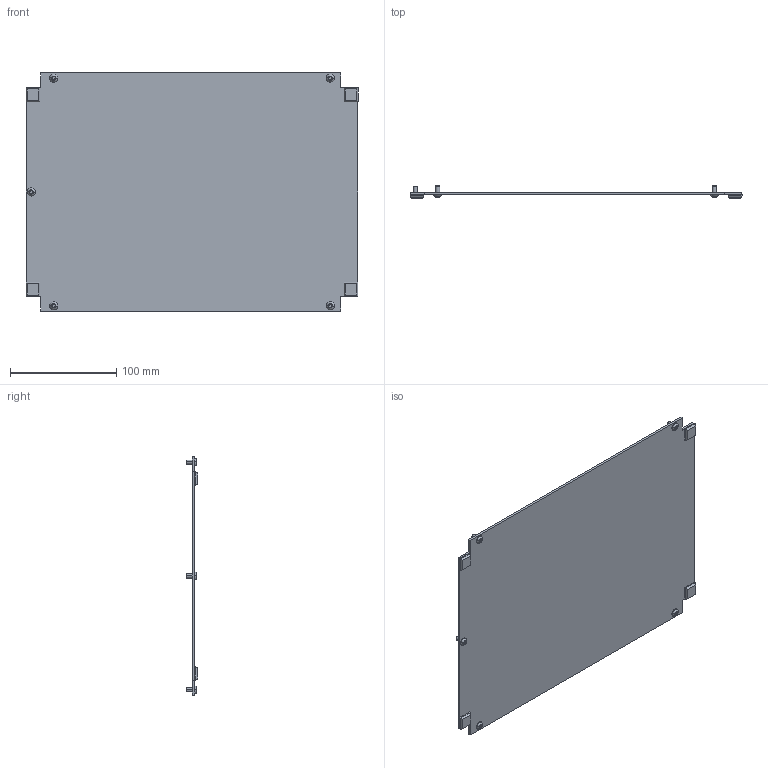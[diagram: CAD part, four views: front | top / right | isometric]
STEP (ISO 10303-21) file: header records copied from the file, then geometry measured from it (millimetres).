
FILE_DESCRIPTION (( 'STEP AP214' ), '1' );
FILE_NAME ('51708~0.STEP', '2017-07-04T08:46:19', ( '' ), ( '' ), 'SwSTEP 2.0', 'SolidWorks 2016', '' );
FILE_SCHEMA (( 'AUTOMOTIVE_DESIGN' ));
Length unit declared in the file: millimetre
Products named in the file (4): 2719~0; ISO7380~n_M04,0x008; 51709~1_S; 51708~0
Assembly tree (10 placements, depth 2):
  51708~0
    51709~1_S
    ISO7380~n_M04,0x008  x5
    2719~0  x4
Bounding box: 312 x 11.2 x 224 mm (x, y, z)
Volume: 140636.9 mm3; surface area: 143187.5 mm2
Topology: 10 solids, 10 shells, 209 faces, 501 edges, 322 vertices
Faces by surface type: cylinder 115, plane 74, cone 10, torus 10
Entity records: 2125 total; most frequent: DIRECTION 377, CARTESIAN_POINT 335, ORIENTED_EDGE 314, EDGE_CURVE 157, AXIS2_PLACEMENT_3D 144, VERTEX_POINT 102, LINE 89, VECTOR 89
